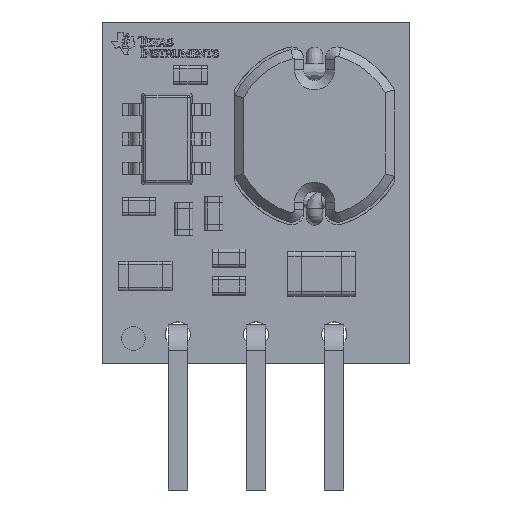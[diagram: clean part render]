
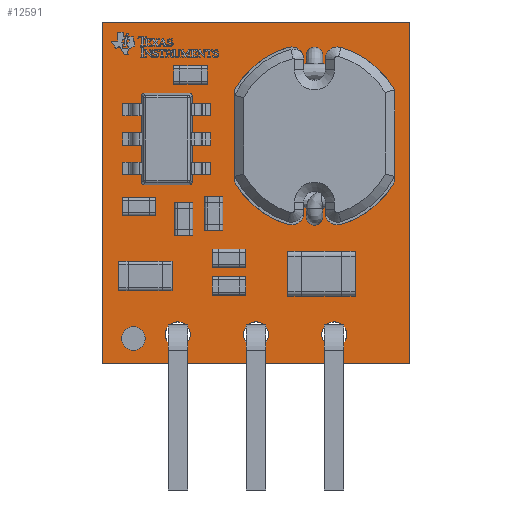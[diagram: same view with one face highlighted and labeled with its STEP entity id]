
A CAD part, front view. The second image highlights one B-rep face of the part: STEP entity #12591.
In plain terms, the highlighted face is planar.
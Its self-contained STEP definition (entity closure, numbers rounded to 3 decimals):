
#23=FACE_BOUND('',#2195,.T.);
#24=FACE_BOUND('',#2196,.T.);
#25=FACE_BOUND('',#2197,.T.);
#1489=FACE_OUTER_BOUND('',#2194,.T.);
#2194=EDGE_LOOP('',(#9522,#9523,#9524,#9525));
#2195=EDGE_LOOP('',(#9526));
#2196=EDGE_LOOP('',(#9527));
#2197=EDGE_LOOP('',(#9528));
#2814=CIRCLE('',#14162,0.411);
#2815=CIRCLE('',#14163,0.411);
#2816=CIRCLE('',#14164,0.411);
#3225=LINE('',#27004,#4439);
#3233=LINE('',#27041,#4447);
#3235=LINE('',#27047,#4449);
#3236=LINE('',#27048,#4450);
#4439=VECTOR('',#15848,10.);
#4447=VECTOR('',#15894,10.);
#4449=VECTOR('',#15900,10.);
#4450=VECTOR('',#15901,10.);
#5664=VERTEX_POINT('',#27001);
#5665=VERTEX_POINT('',#27003);
#5675=VERTEX_POINT('',#27040);
#5677=VERTEX_POINT('',#27046);
#5678=VERTEX_POINT('',#27049);
#5679=VERTEX_POINT('',#27051);
#5680=VERTEX_POINT('',#27053);
#7072=EDGE_CURVE('',#5664,#5665,#3225,.T.);
#7091=EDGE_CURVE('',#5665,#5675,#3233,.T.);
#7094=EDGE_CURVE('',#5677,#5664,#3235,.T.);
#7095=EDGE_CURVE('',#5675,#5677,#3236,.T.);
#7096=EDGE_CURVE('',#5678,#5678,#2814,.T.);
#7097=EDGE_CURVE('',#5679,#5679,#2815,.T.);
#7098=EDGE_CURVE('',#5680,#5680,#2816,.T.);
#9522=ORIENTED_EDGE('',*,*,#7072,.F.);
#9523=ORIENTED_EDGE('',*,*,#7094,.F.);
#9524=ORIENTED_EDGE('',*,*,#7095,.F.);
#9525=ORIENTED_EDGE('',*,*,#7091,.F.);
#9526=ORIENTED_EDGE('',*,*,#7096,.F.);
#9527=ORIENTED_EDGE('',*,*,#7097,.F.);
#9528=ORIENTED_EDGE('',*,*,#7098,.F.);
#12075=PLANE('',#14161);
#12591=ADVANCED_FACE('',(#1489,#23,#24,#25),#12075,.F.);
#14161=AXIS2_PLACEMENT_3D('',#27045,#15898,#15899);
#14162=AXIS2_PLACEMENT_3D('',#27050,#15902,#15903);
#14163=AXIS2_PLACEMENT_3D('',#27052,#15904,#15905);
#14164=AXIS2_PLACEMENT_3D('',#27054,#15906,#15907);
#15848=DIRECTION('',(1.,0.,0.));
#15894=DIRECTION('',(0.,-1.,0.));
#15898=DIRECTION('center_axis',(0.,0.,-1.));
#15899=DIRECTION('ref_axis',(-1.,0.,0.));
#15900=DIRECTION('',(0.,1.,0.));
#15901=DIRECTION('',(-1.,0.,0.));
#15902=DIRECTION('center_axis',(0.,0.,1.));
#15903=DIRECTION('ref_axis',(1.,0.,0.));
#15904=DIRECTION('center_axis',(0.,0.,1.));
#15905=DIRECTION('ref_axis',(1.,0.,0.));
#15906=DIRECTION('center_axis',(0.,0.,1.));
#15907=DIRECTION('ref_axis',(1.,0.,0.));
#27001=CARTESIAN_POINT('',(0.005,11.095,1.585));
#27003=CARTESIAN_POINT('',(9.995,11.095,1.585));
#27004=CARTESIAN_POINT('',(5.,11.095,1.585));
#27040=CARTESIAN_POINT('',(9.995,0.005,1.585));
#27041=CARTESIAN_POINT('',(9.995,0.,1.585));
#27045=CARTESIAN_POINT('Origin',(0.,0.,1.585));
#27046=CARTESIAN_POINT('',(0.005,0.005,1.585));
#27047=CARTESIAN_POINT('',(0.005,5.5,1.585));
#27048=CARTESIAN_POINT('',(0.,0.005,1.585));
#27049=CARTESIAN_POINT('',(7.129,0.95,1.585));
#27050=CARTESIAN_POINT('Origin',(7.54,0.95,1.585));
#27051=CARTESIAN_POINT('',(4.589,0.95,1.585));
#27052=CARTESIAN_POINT('Origin',(5.,0.95,1.585));
#27053=CARTESIAN_POINT('',(2.049,0.95,1.585));
#27054=CARTESIAN_POINT('Origin',(2.46,0.95,1.585));
